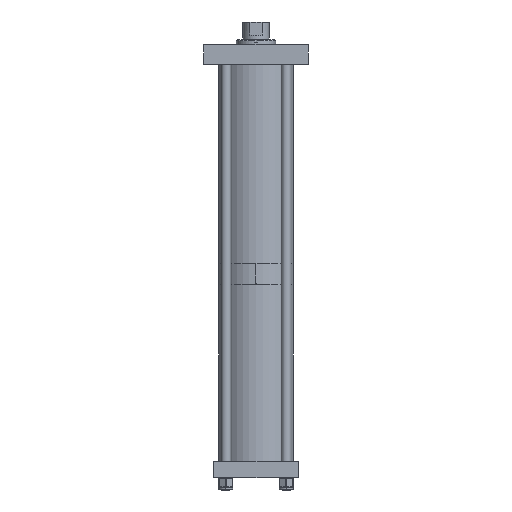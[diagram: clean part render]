
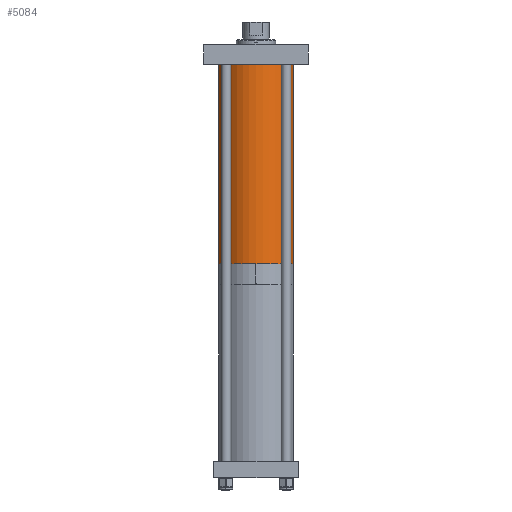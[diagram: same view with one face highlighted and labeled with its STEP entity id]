
A CAD part, front view. The second image highlights one B-rep face of the part: STEP entity #5084.
In plain terms, the highlighted cylindrical face has radius 73.025 mm (diameter 146.05 mm), a partial arc.
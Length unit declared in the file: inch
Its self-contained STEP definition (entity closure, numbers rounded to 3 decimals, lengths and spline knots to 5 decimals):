
#746 = VERTEX_POINT ( 'NONE', #8266 ) ;
#800 = CARTESIAN_POINT ( 'NONE',  ( 15.298, 0., 0. ) ) ;
#951 = CARTESIAN_POINT ( 'NONE',  ( 15.298, 0., 2.875 ) ) ;
#967 = CIRCLE ( 'NONE', #7649, 2.875 ) ;
#988 = CARTESIAN_POINT ( 'NONE',  ( 15.298, 0., -2.875 ) ) ;
#1201 = CARTESIAN_POINT ( 'NONE',  ( 15.298, 0., -2.875 ) ) ;
#1961 = CARTESIAN_POINT ( 'NONE',  ( 15.298, 0., 2.875 ) ) ;
#1962 = EDGE_LOOP ( 'NONE', ( #3790, #7734, #3544, #5338 ) ) ;
#2119 = DIRECTION ( 'NONE',  ( 0., 0., 1. ) ) ;
#2331 = VECTOR ( 'NONE', #6665, 39.37008 ) ;
#3019 = DIRECTION ( 'NONE',  ( 1., 0., 0. ) ) ;
#3466 = AXIS2_PLACEMENT_3D ( 'NONE', #7453, #3019, #8805 ) ;
#3544 = ORIENTED_EDGE ( 'NONE', *, *, #9079, .T. ) ;
#3742 = CARTESIAN_POINT ( 'NONE',  ( 15.298, 0., 0. ) ) ;
#3770 = VERTEX_POINT ( 'NONE', #1961 ) ;
#3790 = ORIENTED_EDGE ( 'NONE', *, *, #5314, .F. ) ;
#3809 = VERTEX_POINT ( 'NONE', #5165 ) ;
#3865 = VECTOR ( 'NONE', #6624, 39.37008 ) ;
#4041 = EDGE_CURVE ( 'NONE', #3770, #7522, #967, .T. ) ;
#4369 = FACE_OUTER_BOUND ( 'NONE', #1962, .T. ) ;
#5048 = DIRECTION ( 'NONE',  ( 0., 0., -1. ) ) ;
#5084 = ADVANCED_FACE ( 'NONE', ( #4369 ), #5157, .T. ) ;
#5157 = CYLINDRICAL_SURFACE ( 'NONE', #9723, 2.875 ) ;
#5165 = CARTESIAN_POINT ( 'NONE',  ( 0., 0., -2.875 ) ) ;
#5296 = LINE ( 'NONE', #951, #3865 ) ;
#5314 = EDGE_CURVE ( 'NONE', #7522, #3809, #5335, .T. ) ;
#5335 = LINE ( 'NONE', #988, #2331 ) ;
#5338 = ORIENTED_EDGE ( 'NONE', *, *, #8879, .T. ) ;
#6497 = DIRECTION ( 'NONE',  ( -1., 0., 0. ) ) ;
#6624 = DIRECTION ( 'NONE',  ( -1., 0., 0. ) ) ;
#6665 = DIRECTION ( 'NONE',  ( -1., 0., 0. ) ) ;
#7453 = CARTESIAN_POINT ( 'NONE',  ( 0., 0., 0. ) ) ;
#7522 = VERTEX_POINT ( 'NONE', #1201 ) ;
#7649 = AXIS2_PLACEMENT_3D ( 'NONE', #3742, #9534, #5048 ) ;
#7734 = ORIENTED_EDGE ( 'NONE', *, *, #4041, .F. ) ;
#7905 = CIRCLE ( 'NONE', #3466, 2.875 ) ;
#8266 = CARTESIAN_POINT ( 'NONE',  ( 0., 0., 2.875 ) ) ;
#8805 = DIRECTION ( 'NONE',  ( 0., 0., -1. ) ) ;
#8879 = EDGE_CURVE ( 'NONE', #746, #3809, #7905, .T. ) ;
#9079 = EDGE_CURVE ( 'NONE', #3770, #746, #5296, .T. ) ;
#9534 = DIRECTION ( 'NONE',  ( 1., 0., 0. ) ) ;
#9723 = AXIS2_PLACEMENT_3D ( 'NONE', #800, #6497, #2119 ) ;
